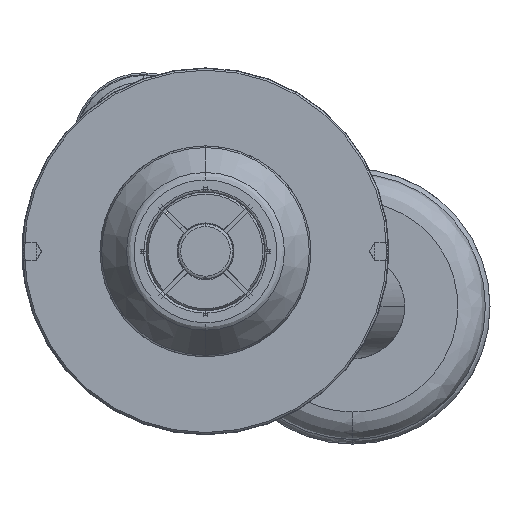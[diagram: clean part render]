
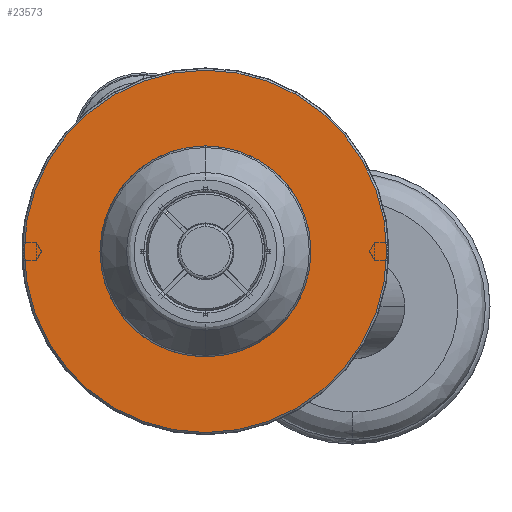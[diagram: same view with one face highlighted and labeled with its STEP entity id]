
A CAD part, left-side view. The second image highlights one B-rep face of the part: STEP entity #23573.
In plain terms, the highlighted planar face has unit normal (-1, 0, 0).
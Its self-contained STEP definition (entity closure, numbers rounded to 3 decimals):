
#1668 = EDGE_CURVE ( 'NONE', #14885, #12768, #8751, .T. ) ;
#2681 = AXIS2_PLACEMENT_3D ( 'NONE', #8493, #21729, #12302 ) ;
#3163 = DIRECTION ( 'NONE',  ( 1., 0., 0. ) ) ;
#3379 = DIRECTION ( 'NONE',  ( 0., 0., -1. ) ) ;
#4562 = DIRECTION ( 'NONE',  ( -1., 0., 0. ) ) ;
#5008 = DIRECTION ( 'NONE',  ( 1., 0., 0. ) ) ;
#5142 = DIRECTION ( 'NONE',  ( 0., 0., -1. ) ) ;
#6641 = CIRCLE ( 'NONE', #11921, 19.75 ) ;
#6890 = CARTESIAN_POINT ( 'NONE',  ( -166.7, 0., 0. ) ) ;
#8003 = DIRECTION ( 'NONE',  ( 1., 0., 0. ) ) ;
#8445 = EDGE_CURVE ( 'NONE', #21961, #18757, #21724, .T. ) ;
#8493 = CARTESIAN_POINT ( 'NONE',  ( -166.7, 0., 0. ) ) ;
#8751 = CIRCLE ( 'NONE', #10583, 19.75 ) ;
#8931 = ORIENTED_EDGE ( 'NONE', *, *, #17284, .F. ) ;
#10583 = AXIS2_PLACEMENT_3D ( 'NONE', #14465, #5008, #3379 ) ;
#11921 = AXIS2_PLACEMENT_3D ( 'NONE', #6890, #3163, #5142 ) ;
#12302 = DIRECTION ( 'NONE',  ( 0., 0., 1. ) ) ;
#12768 = VERTEX_POINT ( 'NONE', #13302 ) ;
#13302 = CARTESIAN_POINT ( 'NONE',  ( -166.7, 0., 19.75 ) ) ;
#14207 = CIRCLE ( 'NONE', #2681, 10.2 ) ;
#14465 = CARTESIAN_POINT ( 'NONE',  ( -166.7, 0., 0. ) ) ;
#14885 = VERTEX_POINT ( 'NONE', #23552 ) ;
#14886 = ORIENTED_EDGE ( 'NONE', *, *, #1668, .F. ) ;
#15688 = PLANE ( 'NONE',  #15935 ) ;
#15935 = AXIS2_PLACEMENT_3D ( 'NONE', #17279, #8003, #23240 ) ;
#16463 = CARTESIAN_POINT ( 'NONE',  ( -166.7, 0., 10.2 ) ) ;
#17279 = CARTESIAN_POINT ( 'NONE',  ( -166.7, -19.95, 0. ) ) ;
#17284 = EDGE_CURVE ( 'NONE', #18757, #21961, #14207, .T. ) ;
#17590 = AXIS2_PLACEMENT_3D ( 'NONE', #23305, #4562, #23942 ) ;
#18572 = EDGE_LOOP ( 'NONE', ( #14886, #19837 ) ) ;
#18757 = VERTEX_POINT ( 'NONE', #16463 ) ;
#18997 = ORIENTED_EDGE ( 'NONE', *, *, #8445, .F. ) ;
#19837 = ORIENTED_EDGE ( 'NONE', *, *, #21224, .F. ) ;
#20741 = FACE_OUTER_BOUND ( 'NONE', #18572, .T. ) ;
#21224 = EDGE_CURVE ( 'NONE', #12768, #14885, #6641, .T. ) ;
#21724 = CIRCLE ( 'NONE', #17590, 10.2 ) ;
#21729 = DIRECTION ( 'NONE',  ( -1., 0., 0. ) ) ;
#21961 = VERTEX_POINT ( 'NONE', #22928 ) ;
#22516 = FACE_BOUND ( 'NONE', #23774, .T. ) ;
#22928 = CARTESIAN_POINT ( 'NONE',  ( -166.7, 0., -10.2 ) ) ;
#23240 = DIRECTION ( 'NONE',  ( 0., 0., -1. ) ) ;
#23305 = CARTESIAN_POINT ( 'NONE',  ( -166.7, 0., 0. ) ) ;
#23552 = CARTESIAN_POINT ( 'NONE',  ( -166.7, 0., -19.75 ) ) ;
#23573 = ADVANCED_FACE ( 'NONE', ( #20741, #22516 ), #15688, .F. ) ;
#23774 = EDGE_LOOP ( 'NONE', ( #8931, #18997 ) ) ;
#23942 = DIRECTION ( 'NONE',  ( 0., 0., 1. ) ) ;
